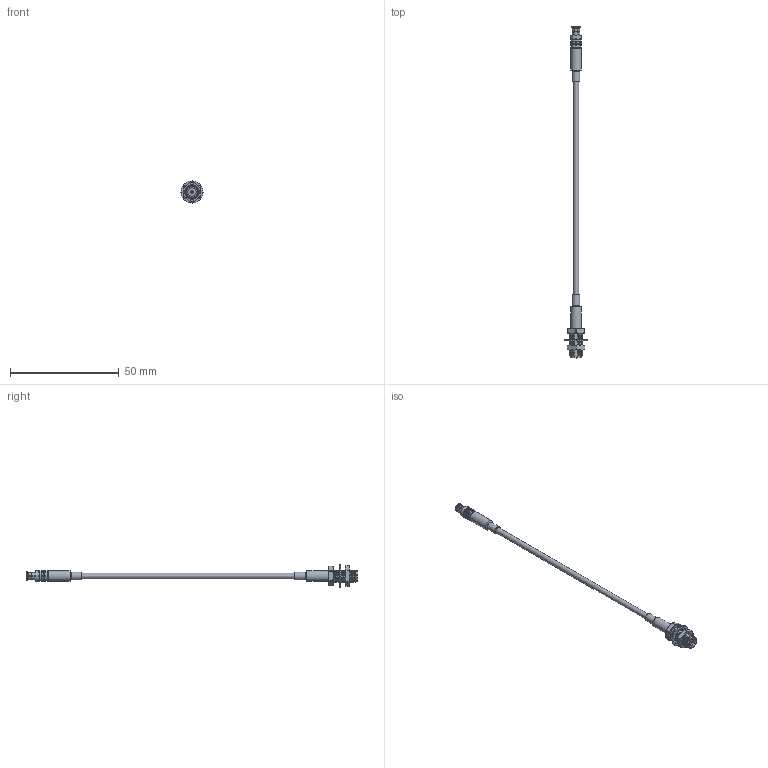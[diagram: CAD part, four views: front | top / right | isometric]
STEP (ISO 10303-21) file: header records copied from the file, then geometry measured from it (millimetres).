
FILE_DESCRIPTION(/* description */ ('Unknown'),/* implementation_level */ '2;1');
FILE_NAME(/* name */ '65503206515305',/* time_stamp */ '2019-06-20T11:56:07+02:00',/* author */ ('Unknown'),/* organization */ ('Unknown'),/* preprocessor_version */ 'ST-DEVELOPER v16.7',/* originating_system */ 'DEX',/* authorisation */ $);
FILE_SCHEMA (('AUTOMOTIVE_DESIGN {1 0 10303 214 3 1 1}'));
Products named in the file (1): 65503206515305
Bounding box: 10.2 x 152.4 x 10.2 mm (x, y, z)
Volume: 2185.1 mm3; surface area: 5660.2 mm2
Topology: 17 solids, 17 shells, 2679 faces, 5634 edges, 3011 vertices
Faces by surface type: bspline 1872, cylinder 599, plane 143, cone 49, torus 16
Full cylindrical faces by diameter (mm): 0.5 x2, 0.52 x1, 0.6 x1, 0.92 x1, 0.96 x3, 1.06 x1, 1.1 x1, 1.2 x1, 1.27 x3, 1.47 x1, 1.53 x1, 1.55 x1, 1.7 x1, 2.04 x1, 2.1 x1, 2.4 x1, 2.5 x2, 2.6 x3, 2.8 x2, 3.08 x1, 3.1 x2, 3.4 x2, 3.6 x2, 3.8 x4, 3.84 x1, 3.85 x1, 3.9 x2, 4.6 x4, 4.8 x2, 4.95 x1
Entity records: 110847 total; most frequent: CARTESIAN_POINT 74978, ORIENTED_EDGE 11042, EDGE_CURVE 5521, VERTEX_POINT 2981, FACE_BOUND 2804, EDGE_LOOP 2803, DIRECTION 2710, ADVANCED_FACE 2677
